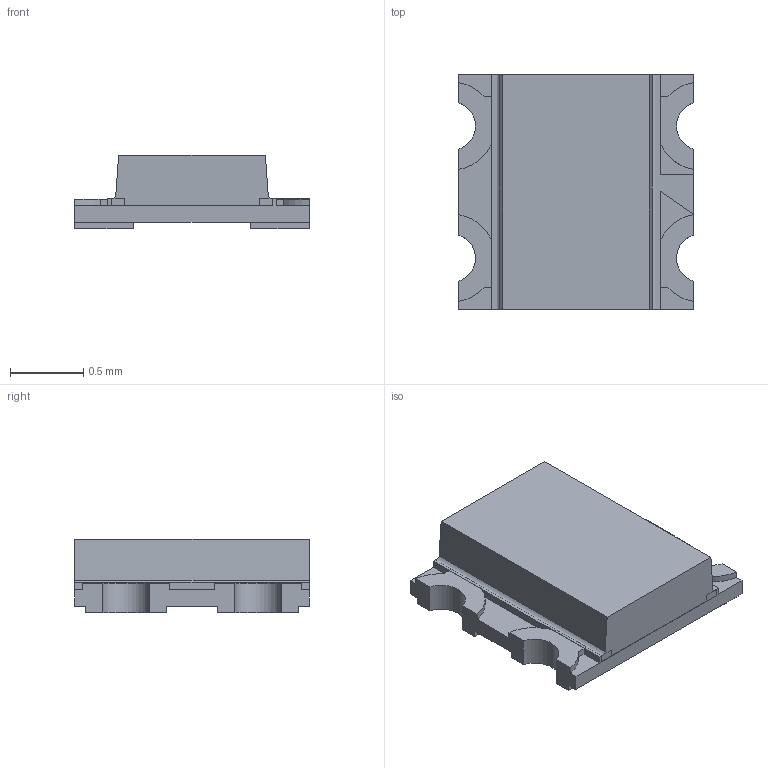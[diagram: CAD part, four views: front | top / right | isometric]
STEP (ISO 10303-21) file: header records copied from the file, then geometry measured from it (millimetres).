
FILE_DESCRIPTION(/* description */ ('STEP AP214'),/* implementation_level */ '2;1');
FILE_NAME(/* name */ '614aa8a143d11c54eefb73e5',/* time_stamp */ '2021-09-22T03:53:05+00:00',/* author */ (''),/* organization */ (''),/* preprocessor_version */ 'ST-DEVELOPER v18.1',/* originating_system */ ' ',/* authorisation */ ' ');
FILE_SCHEMA (('AUTOMOTIVE_DESIGN {1 0 10303 214 3 1 1}'));
Length unit declared in the file: metre
Products named in the file (3): 19-137
Bounding box: 1.6 x 1.6 x 0.5 mm (x, y, z)
Volume: 0.9 mm3; surface area: 12.2 mm2
Topology: 3 solids, 3 shells, 74 faces, 204 edges, 136 vertices
Faces by surface type: plane 60, cylinder 14
Entity records: 2690 total; most frequent: CARTESIAN_POINT 417, ORIENTED_EDGE 408, DIRECTION 386, EDGE_CURVE 204, LINE 176, VECTOR 176, VERTEX_POINT 136, AXIS2_PLACEMENT_3D 105
